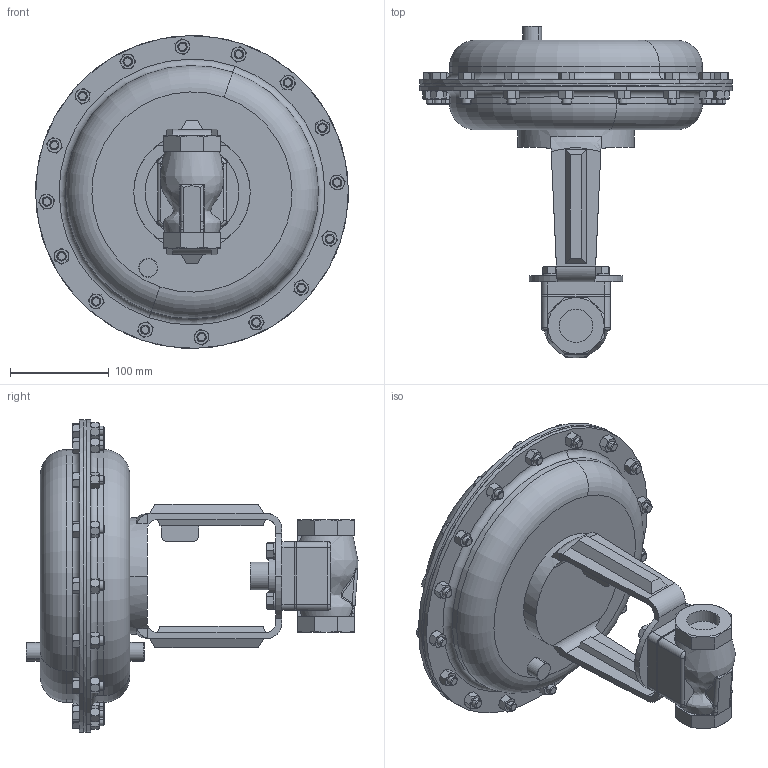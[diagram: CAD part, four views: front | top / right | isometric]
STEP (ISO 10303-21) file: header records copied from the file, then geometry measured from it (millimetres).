
FILE_DESCRIPTION (( 'STEP AP203' ), '1' );
FILE_NAME ('78-100-BR+CS+S6-SW-55M.step', '2017-09-25T13:12:43', ( '' ), ( '' ), 'SwSTEP 2.0', 'SolidWorks 2014', '' );
FILE_SCHEMA (( 'CONFIG_CONTROL_DESIGN' ));
Length unit declared in the file: inch
Products named in the file (1): 78-100-BR+CS+S6-SW-55M
Bounding box: 317.42 x 336.97 x 317.42 mm (x, y, z)
Volume: 5263572.5 mm3; surface area: 499574.9 mm2
Topology: 2 solids, 2 shells, 1031 faces, 2336 edges, 1440 vertices
Faces by surface type: plane 435, cone 387, cylinder 165, torus 26, bspline 18
Entity records: 34877 total; most frequent: CARTESIAN_POINT 12803, ORIENTED_EDGE 4672, DIRECTION 4301, EDGE_CURVE 2336, AXIS2_PLACEMENT_3D 1768, VERTEX_POINT 1440, EDGE_LOOP 1174, FACE_OUTER_BOUND 1031
